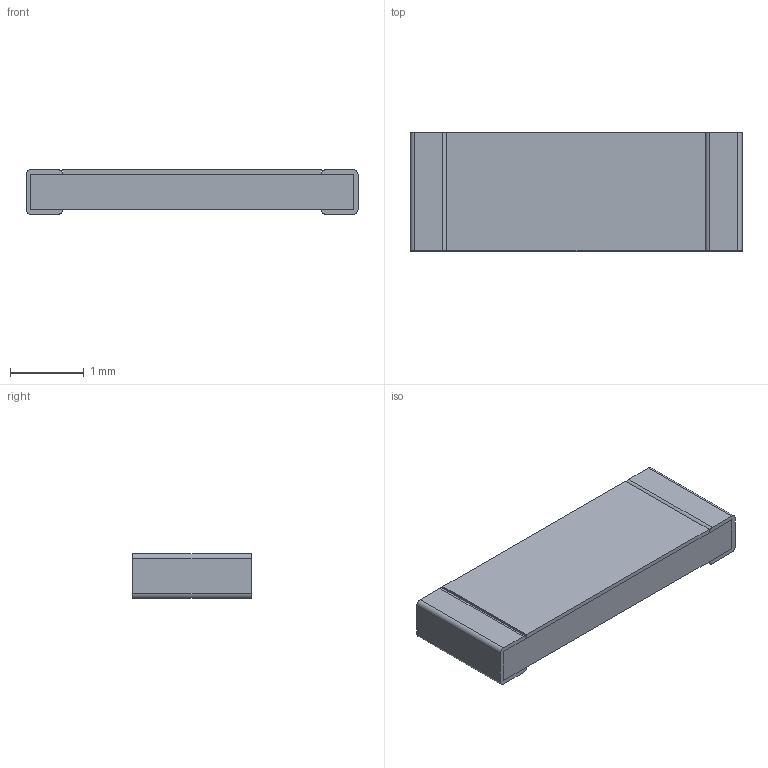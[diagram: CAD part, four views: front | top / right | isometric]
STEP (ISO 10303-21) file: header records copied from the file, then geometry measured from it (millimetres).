
FILE_DESCRIPTION(/* description */ ('model of R_1806_4516Metric'),/* implementation_level */ '2;1');
FILE_NAME(/* name */ 'R_1806_4516Metric.step',/* time_stamp */ '2018-01-04T00:45:32',/* author */ ('kicad StepUp','ksu'),/* organization */ ('FreeCAD'),/* preprocessor_version */ 'OCC',/* originating_system */ 'kicad StepUp',/* authorisation */ '');
FILE_SCHEMA(('AUTOMOTIVE_DESIGN { 1 0 10303 214 1 1 1 1 }'));
Length unit declared in the file: millimetre
Products named in the file (1): R_1806_4516Metric
Bounding box: 4.5 x 1.6 x 0.6 mm (x, y, z)
Volume: 4 mm3; surface area: 21.5 mm2
Topology: 1 solids, 1 shells, 26 faces, 68 edges, 44 vertices
Faces by surface type: plane 18, cylinder 8
Entity records: 563 total; most frequent: ORIENTED_EDGE 110, EDGE_CURVE 68, CARTESIAN_POINT 61, LINE 46, VERTEX_POINT 44, AXIS2_PLACEMENT_3D 43, ADVANCED_FACE 26, FACE_BOUND 26
